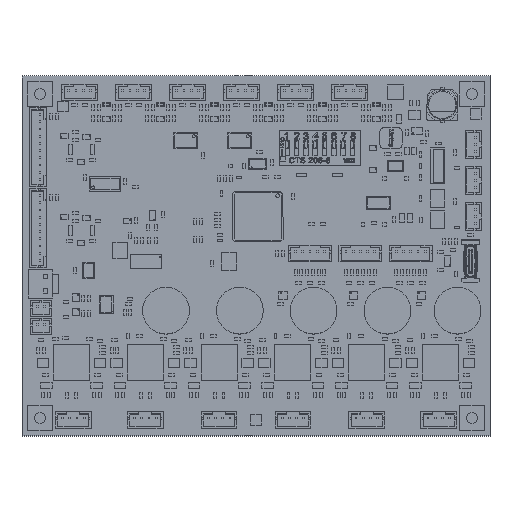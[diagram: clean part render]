
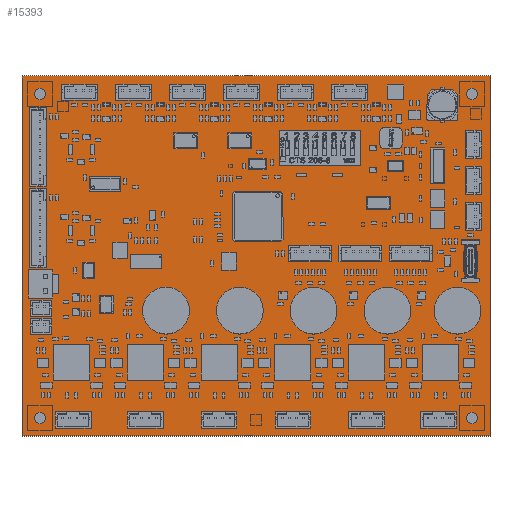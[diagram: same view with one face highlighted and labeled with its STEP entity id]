
A CAD part, top view. The second image highlights one B-rep face of the part: STEP entity #15393.
In plain terms, the highlighted planar face has unit normal (0, 0, 1).
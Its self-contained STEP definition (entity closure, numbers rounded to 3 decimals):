
#15393=ADVANCED_FACE('',(#26834,#26835,#26836,#26837,#26838),#26839,.T.);
#26834=FACE_BOUND('',#43194,.T.);
#26835=FACE_BOUND('',#43195,.T.);
#26836=FACE_BOUND('',#43196,.T.);
#26837=FACE_BOUND('',#43197,.T.);
#26838=FACE_OUTER_BOUND('',#43198,.T.);
#26839=PLANE('',#43199);
#43194=EDGE_LOOP('',(#64014));
#43195=EDGE_LOOP('',(#64015));
#43196=EDGE_LOOP('',(#64016));
#43197=EDGE_LOOP('',(#64017));
#43198=EDGE_LOOP('',(#64018,#64019,#64020,#64021));
#43199=AXIS2_PLACEMENT_3D('',#64022,#64023,#64024);
#64014=ORIENTED_EDGE('',*,*,#75624,.T.);
#64015=ORIENTED_EDGE('',*,*,#75627,.T.);
#64016=ORIENTED_EDGE('',*,*,#75630,.T.);
#64017=ORIENTED_EDGE('',*,*,#75633,.T.);
#64018=ORIENTED_EDGE('',*,*,#75635,.T.);
#64019=ORIENTED_EDGE('',*,*,#75636,.T.);
#64020=ORIENTED_EDGE('',*,*,#75637,.T.);
#64021=ORIENTED_EDGE('',*,*,#75638,.T.);
#64022=CARTESIAN_POINT('',(65.0,50.0,1.616));
#64023=DIRECTION('',(0.0,0.0,1.0));
#64024=DIRECTION('',(1.0,0.0,0.0));
#75624=EDGE_CURVE('',#88029,#88029,#88030,.T.);
#75627=EDGE_CURVE('',#88034,#88034,#88035,.T.);
#75630=EDGE_CURVE('',#88039,#88039,#88040,.T.);
#75633=EDGE_CURVE('',#88044,#88044,#88045,.T.);
#75635=EDGE_CURVE('',#88047,#88048,#88049,.T.);
#75636=EDGE_CURVE('',#88048,#88050,#88051,.T.);
#75637=EDGE_CURVE('',#88050,#88052,#88053,.T.);
#75638=EDGE_CURVE('',#88052,#88047,#88054,.T.);
#88029=VERTEX_POINT('',#112615);
#88030=CIRCLE('',#112616,1.6);
#88034=VERTEX_POINT('',#112620);
#88035=CIRCLE('',#112621,1.601);
#88039=VERTEX_POINT('',#112625);
#88040=CIRCLE('',#112626,1.6);
#88044=VERTEX_POINT('',#112630);
#88045=CIRCLE('',#112631,1.6);
#88047=VERTEX_POINT('',#112633);
#88048=VERTEX_POINT('',#112634);
#88049=LINE('',#112635,#112636);
#88050=VERTEX_POINT('',#112637);
#88051=LINE('',#112638,#112639);
#88052=VERTEX_POINT('',#112640);
#88053=LINE('',#112641,#112642);
#88054=LINE('',#112643,#112644);
#112615=CARTESIAN_POINT('',(3.4,95.0,1.616));
#112616=AXIS2_PLACEMENT_3D('',#122179,#122180,#122181);
#112620=CARTESIAN_POINT('',(123.399,95.,1.616));
#112621=AXIS2_PLACEMENT_3D('',#122185,#122186,#122187);
#112625=CARTESIAN_POINT('',(123.4,5.,1.616));
#112626=AXIS2_PLACEMENT_3D('',#122191,#122192,#122193);
#112630=CARTESIAN_POINT('',(3.4,5.0,1.616));
#112631=AXIS2_PLACEMENT_3D('',#122197,#122198,#122199);
#112633=CARTESIAN_POINT('',(0.0,0.0,1.616));
#112634=CARTESIAN_POINT('',(130.0,0.0,1.616));
#112635=CARTESIAN_POINT('',(65.0,0.0,1.616));
#112636=VECTOR('',#122200,1.0);
#112637=CARTESIAN_POINT('',(130.0,100.0,1.616));
#112638=CARTESIAN_POINT('',(130.0,50.0,1.616));
#112639=VECTOR('',#122201,1.0);
#112640=CARTESIAN_POINT('',(0.0,100.0,1.616));
#112641=CARTESIAN_POINT('',(65.0,100.0,1.616));
#112642=VECTOR('',#122202,1.0);
#112643=CARTESIAN_POINT('',(0.0,50.0,1.616));
#112644=VECTOR('',#122203,1.0);
#122179=CARTESIAN_POINT('',(5.0,95.0,1.616));
#122180=DIRECTION('',(0.0,0.0,-1.0));
#122181=DIRECTION('',(1.0,0.0,0.0));
#122185=CARTESIAN_POINT('',(125.0,95.,1.616));
#122186=DIRECTION('',(0.0,-0.0,-1.0));
#122187=DIRECTION('',(1.,0.,0.0));
#122191=CARTESIAN_POINT('',(125.0,5.,1.616));
#122192=DIRECTION('',(0.0,-0.0,-1.0));
#122193=DIRECTION('',(1.,0.,0.0));
#122197=CARTESIAN_POINT('',(5.0,5.0,1.616));
#122198=DIRECTION('',(0.0,0.0,-1.0));
#122199=DIRECTION('',(1.0,0.0,0.0));
#122200=DIRECTION('',(1.0,0.0,0.0));
#122201=DIRECTION('',(0.0,1.0,0.0));
#122202=DIRECTION('',(-1.0,0.0,0.0));
#122203=DIRECTION('',(0.0,-1.0,0.0));
